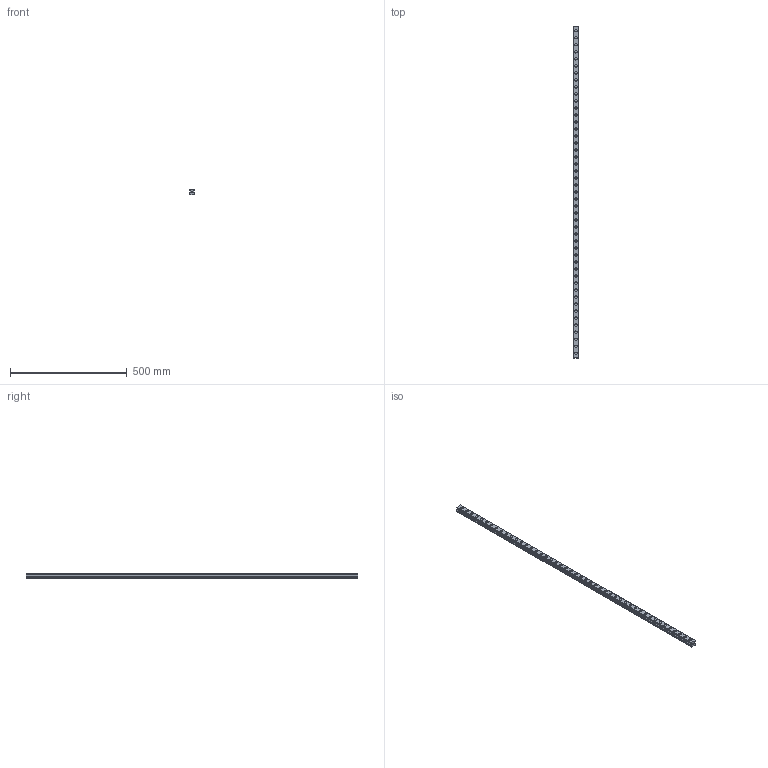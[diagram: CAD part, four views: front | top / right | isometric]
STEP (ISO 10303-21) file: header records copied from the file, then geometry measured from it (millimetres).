
FILE_DESCRIPTION(('STEP AP214'),'1');
FILE_NAME('cctmp_B9196493-AA68-449E-9FE8-E27AE7AF738C_2021_03_11_09_45_21_0858..stp','2021-03-11T08:45:22',('HIWIN GmbH'),('CADClick - www.CADClick.com'),'Spatial InterOp 3D',' ','unknown authorization');
FILE_SCHEMA(('AUTOMOTIVE_DESIGN'));
Length unit declared in the file: millimetre
Products named in the file (1): RGR25R1420H_FILE
Bounding box: 23 x 1420 x 23.6 mm (x, y, z)
Volume: 569889.6 mm3; surface area: 176441.3 mm2
Topology: 1 solids, 1 shells, 540 faces, 1179 edges, 786 vertices
Faces by surface type: cylinder 300, plane 240
Entity records: 19387 total; most frequent: DIRECTION 2861, CARTESIAN_POINT 2506, ORIENTED_EDGE 2358, EDGE_CURVE 1179, AXIS2_PLACEMENT_3D 1141, VERTEX_POINT 786, EDGE_LOOP 685, CIRCLE 600
